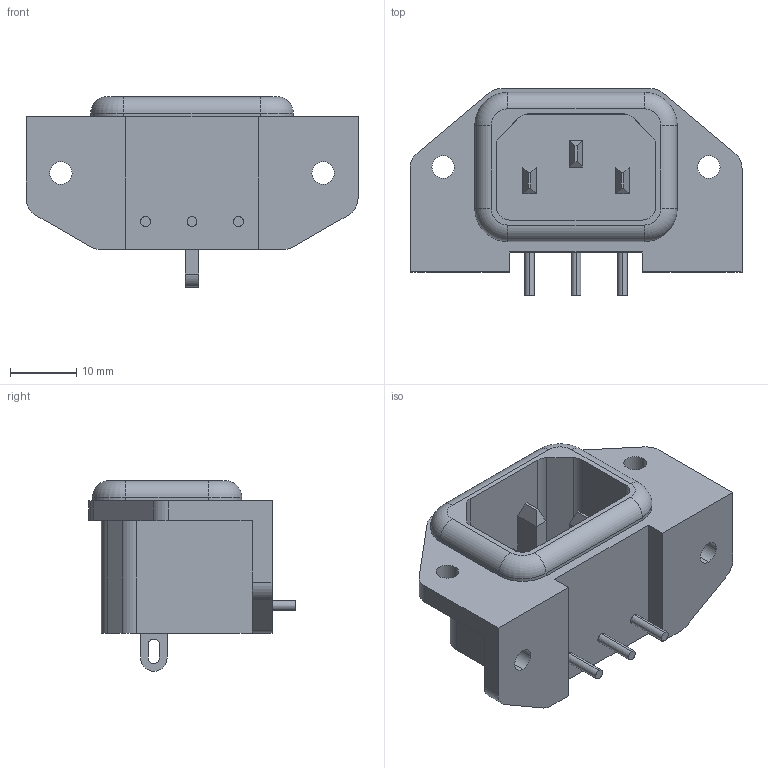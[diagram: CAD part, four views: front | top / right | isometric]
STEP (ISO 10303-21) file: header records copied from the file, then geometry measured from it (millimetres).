
FILE_DESCRIPTION (( 'STEP AP214' ), '1' );
FILE_NAME ('SS-7B-1-B.step', '2011-05-17T09:08:09', ( 'vpeshkov' ), ( 'licard' ), 'SwSTEP 2.0', 'SolidWorks 2009', '' );
FILE_SCHEMA (( 'AUTOMOTIVE_DESIGN' ));
Length unit declared in the file: millimetre
Products named in the file (1): SS-7B-1-B
Bounding box: 50 x 31.1 x 28.7 mm (x, y, z)
Volume: 10919.5 mm3; surface area: 7320.1 mm2
Topology: 1 solids, 1 shells, 118 faces, 301 edges, 194 vertices
Faces by surface type: plane 70, cylinder 44, torus 4
Entity records: 4117 total; most frequent: DIRECTION 631, CARTESIAN_POINT 614, ORIENTED_EDGE 602, EDGE_CURVE 301, AXIS2_PLACEMENT_3D 211, VECTOR 209, LINE 209, VERTEX_POINT 194
